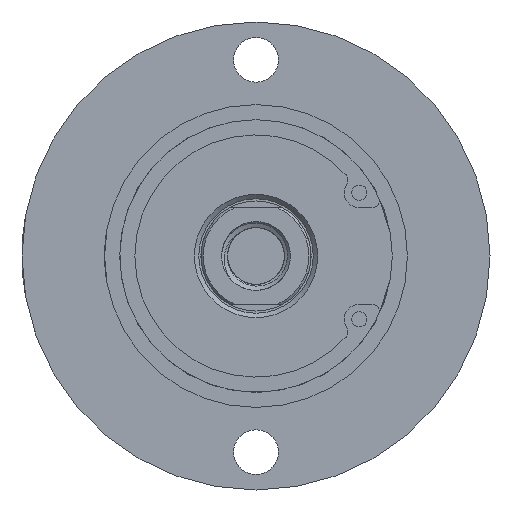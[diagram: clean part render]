
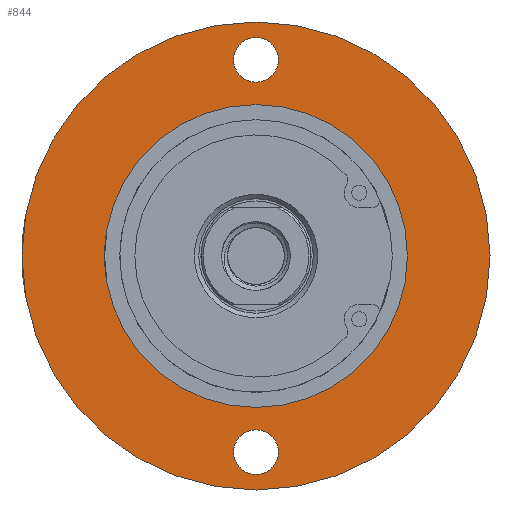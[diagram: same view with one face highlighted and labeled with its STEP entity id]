
A CAD part, left-side view. The second image highlights one B-rep face of the part: STEP entity #844.
In plain terms, the highlighted planar face has unit normal (-1, 0, 0).
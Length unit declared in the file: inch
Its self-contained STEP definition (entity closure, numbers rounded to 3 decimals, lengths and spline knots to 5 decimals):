
#70=FACE_BOUND('',#209,.T.);
#71=FACE_BOUND('',#210,.T.);
#72=FACE_BOUND('',#211,.T.);
#87=PLANE('',#966);
#133=FACE_OUTER_BOUND('',#208,.T.);
#208=EDGE_LOOP('',(#697));
#209=EDGE_LOOP('',(#698));
#210=EDGE_LOOP('',(#699));
#211=EDGE_LOOP('',(#700));
#349=CIRCLE('',#949,0.6875);
#350=CIRCLE('',#951,0.10156);
#352=CIRCLE('',#954,0.10156);
#354=CIRCLE('',#957,1.0625);
#425=VERTEX_POINT('',#3712);
#426=VERTEX_POINT('',#3715);
#428=VERTEX_POINT('',#3720);
#430=VERTEX_POINT('',#3725);
#522=EDGE_CURVE('',#425,#425,#349,.T.);
#523=EDGE_CURVE('',#426,#426,#350,.T.);
#525=EDGE_CURVE('',#428,#428,#352,.T.);
#527=EDGE_CURVE('',#430,#430,#354,.T.);
#697=ORIENTED_EDGE('',*,*,#527,.F.);
#698=ORIENTED_EDGE('',*,*,#525,.T.);
#699=ORIENTED_EDGE('',*,*,#523,.T.);
#700=ORIENTED_EDGE('',*,*,#522,.F.);
#844=ADVANCED_FACE('',(#133,#70,#71,#72),#87,.F.);
#949=AXIS2_PLACEMENT_3D('',#3713,#1135,#1136);
#951=AXIS2_PLACEMENT_3D('',#3716,#1139,#1140);
#954=AXIS2_PLACEMENT_3D('',#3721,#1145,#1146);
#957=AXIS2_PLACEMENT_3D('',#3726,#1151,#1152);
#966=AXIS2_PLACEMENT_3D('',#3744,#1171,#1172);
#1135=DIRECTION('center_axis',(-1.,0.,0.));
#1136=DIRECTION('ref_axis',(0.,0.,-1.));
#1139=DIRECTION('center_axis',(1.,0.,0.));
#1140=DIRECTION('ref_axis',(0.,0.,-1.));
#1145=DIRECTION('center_axis',(1.,0.,0.));
#1146=DIRECTION('ref_axis',(0.,0.,-1.));
#1151=DIRECTION('center_axis',(1.,0.,0.));
#1152=DIRECTION('ref_axis',(0.,0.,-1.));
#1171=DIRECTION('center_axis',(1.,0.,0.));
#1172=DIRECTION('ref_axis',(0.,0.,-1.));
#3712=CARTESIAN_POINT('',(-0.5,0.,-0.6875));
#3713=CARTESIAN_POINT('Origin',(-0.5,0.,0.));
#3715=CARTESIAN_POINT('',(-0.5,0.,-0.99219));
#3716=CARTESIAN_POINT('Origin',(-0.5,0.,-0.89063));
#3720=CARTESIAN_POINT('',(-0.5,0.,0.78906));
#3721=CARTESIAN_POINT('Origin',(-0.5,0.,0.89063));
#3725=CARTESIAN_POINT('',(-0.5,0.,-1.0625));
#3726=CARTESIAN_POINT('Origin',(-0.5,0.,0.));
#3744=CARTESIAN_POINT('Origin',(-0.5,0.,0.));
